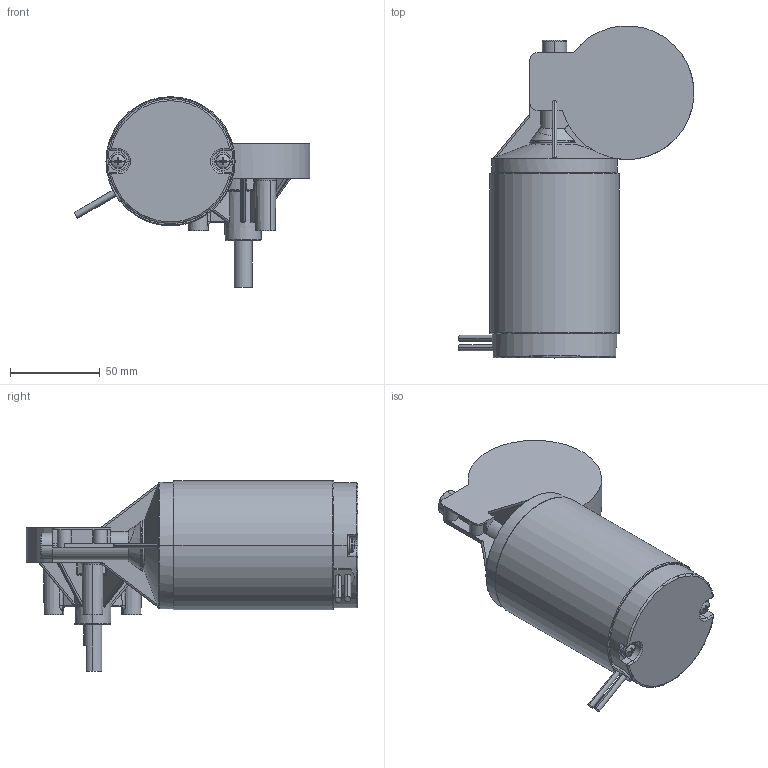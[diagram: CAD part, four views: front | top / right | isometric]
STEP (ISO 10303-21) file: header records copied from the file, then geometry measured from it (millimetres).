
FILE_DESCRIPTION (( 'STEP AP214' ), '1' );
FILE_NAME ('WG6551L.STEP', '2017-06-13T06:09:36', ( 'Sky123.Org' ), ( 'Sky123.Org' ), 'SwSTEP 2.0', 'SolidWorks 2015', '' );
FILE_SCHEMA (( 'AUTOMOTIVE_DESIGN' ));
Length unit declared in the file: millimetre
Products named in the file (5): WG6551L; pan cross head_am_B18.6.7M - M4 x 0.7 x 25 Type I Cross Recessed PHMS --25N; flat washer narrow_am_B18.22M - Plain washer, 4 mm, narrow; m6551 for gear box; WG6551L GEAR
Assembly tree (6 placements, depth 2):
  WG6551L
    WG6551L GEAR
    m6551 for gear box
    flat washer narrow_am_B18.22M - Plain washer, 4 mm, narrow  x2
    pan cross head_am_B18.6.7M - M4 x 0.7 x 25 Type I Cross Recessed PHMS --25N  x2
Bounding box: 131.28 x 184.89 x 106.25 mm (x, y, z)
Volume: 591712.9 mm3; surface area: 71295.4 mm2
Topology: 6 solids, 6 shells, 481 faces, 1229 edges, 762 vertices
Faces by surface type: cylinder 163, plane 155, bspline 72, torus 62, cone 25, sphere 4
Entity records: 20699 total; most frequent: CARTESIAN_POINT 5681, ORIENTED_EDGE 2322, DIRECTION 1981, EDGE_CURVE 1161, AXIS2_PLACEMENT_3D 784, VERTEX_POINT 724, EDGE_LOOP 465, ADVANCED_FACE 452
